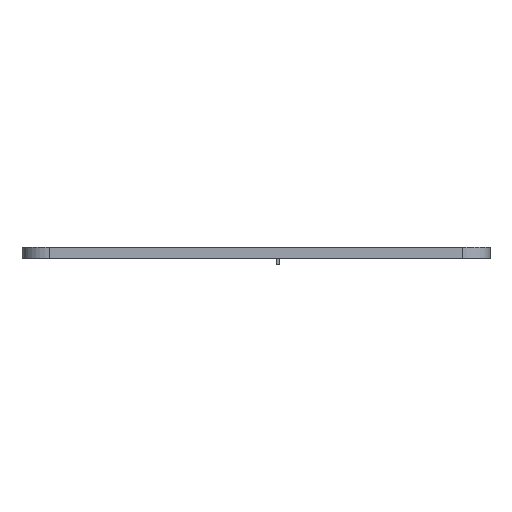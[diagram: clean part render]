
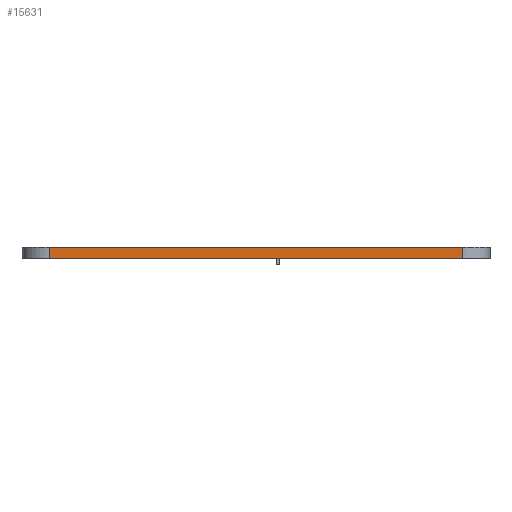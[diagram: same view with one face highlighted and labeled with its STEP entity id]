
A CAD part, left-side view. The second image highlights one B-rep face of the part: STEP entity #15631.
In plain terms, the highlighted planar face has unit normal (-1, 0, 0).
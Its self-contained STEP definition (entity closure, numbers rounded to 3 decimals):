
#2534=FACE_OUTER_BOUND('',#3446,.T.);
#3446=EDGE_LOOP('',(#14358,#14359,#14360,#14361));
#4563=LINE('',#30706,#5824);
#4717=LINE('',#31173,#5978);
#4718=LINE('',#31176,#5979);
#4719=LINE('',#31177,#5980);
#5824=VECTOR('',#17670,10.);
#5978=VECTOR('',#18146,10.);
#5979=VECTOR('',#18149,10.);
#5980=VECTOR('',#18150,10.);
#7374=VERTEX_POINT('',#30702);
#7376=VERTEX_POINT('',#30705);
#7528=VERTEX_POINT('',#31171);
#7529=VERTEX_POINT('',#31175);
#9610=EDGE_CURVE('',#7374,#7376,#4563,.T.);
#9835=EDGE_CURVE('',#7528,#7374,#4717,.T.);
#9836=EDGE_CURVE('',#7529,#7528,#4718,.T.);
#9837=EDGE_CURVE('',#7376,#7529,#4719,.T.);
#14358=ORIENTED_EDGE('',*,*,#9835,.F.);
#14359=ORIENTED_EDGE('',*,*,#9836,.F.);
#14360=ORIENTED_EDGE('',*,*,#9837,.F.);
#14361=ORIENTED_EDGE('',*,*,#9610,.F.);
#14800=PLANE('',#16066);
#15631=ADVANCED_FACE('',(#2534),#14800,.T.);
#16066=AXIS2_PLACEMENT_3D('',#31174,#18147,#18148);
#17670=DIRECTION('',(0.,-1.,0.));
#18146=DIRECTION('',(0.,0.,1.));
#18147=DIRECTION('center_axis',(-1.,0.,0.));
#18148=DIRECTION('ref_axis',(0.,-1.,0.));
#18149=DIRECTION('',(0.,1.,0.));
#18150=DIRECTION('',(0.,0.,-1.));
#30702=CARTESIAN_POINT('',(-89.928,30.172,2.857));
#30705=CARTESIAN_POINT('',(-89.928,-44.118,2.857));
#30706=CARTESIAN_POINT('',(-89.928,-49.118,2.857));
#31171=CARTESIAN_POINT('',(-89.928,30.172,0.857));
#31173=CARTESIAN_POINT('',(-89.928,30.172,0.857));
#31174=CARTESIAN_POINT('Origin',(-89.928,35.172,0.857));
#31175=CARTESIAN_POINT('',(-89.928,-44.118,0.857));
#31176=CARTESIAN_POINT('',(-89.928,-49.118,0.857));
#31177=CARTESIAN_POINT('',(-89.928,-44.118,0.857));
